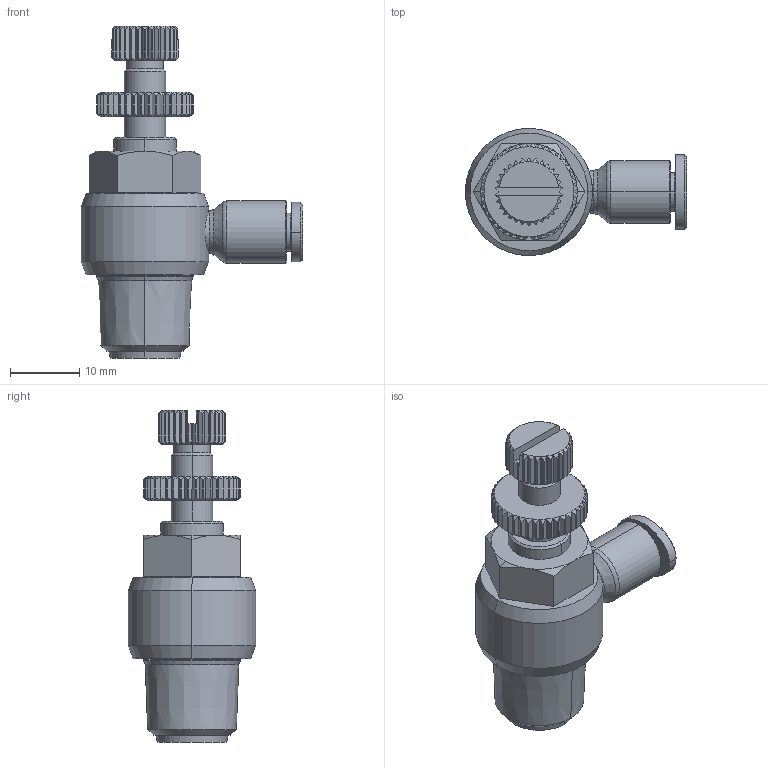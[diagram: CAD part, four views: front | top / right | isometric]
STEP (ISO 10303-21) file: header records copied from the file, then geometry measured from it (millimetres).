
FILE_DESCRIPTION((''),'2;1');
FILE_NAME('GNSE 0402(3D).stp','2012-12-17T11:15:07',(''),(''),'Mechanical Desktop.R8.0.24.0','Mechanical Desktop.R8.0.24.0',', , ');
FILE_SCHEMA(('CONFIG_CONTROL_DESIGN'));
Length unit declared in the file: millimetre
Products named in the file (2): GNSE 0402(3D); ºÎÇ°1
Assembly tree (1 placements, depth 2):
  GNSE 0402(3D)
    ºÎÇ°1
Bounding box: 32 x 18.4 x 48 mm (x, y, z)
Volume: 7402.1 mm3; surface area: 3716.2 mm2
Topology: 1 solids, 1 shells, 803 faces, 2122 edges, 1348 vertices
Faces by surface type: plane 492, cylinder 162, cone 116, bspline 31, torus 2
Entity records: 25536 total; most frequent: CARTESIAN_POINT 6530, ORIENTED_EDGE 4244, DIRECTION 3637, EDGE_CURVE 2122, VERTEX_POINT 1348, VECTOR 1323, LINE 1323, AXIS2_PLACEMENT_3D 1157
